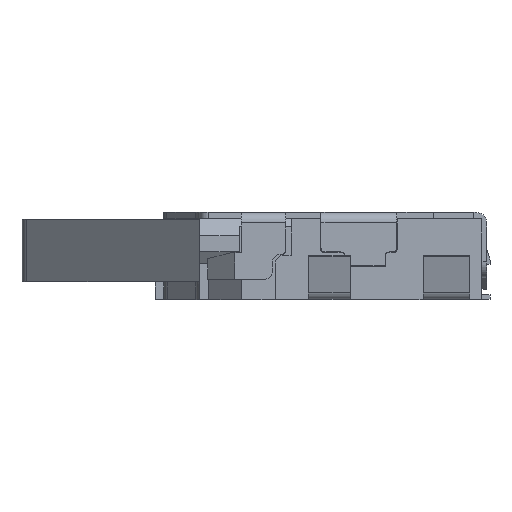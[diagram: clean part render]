
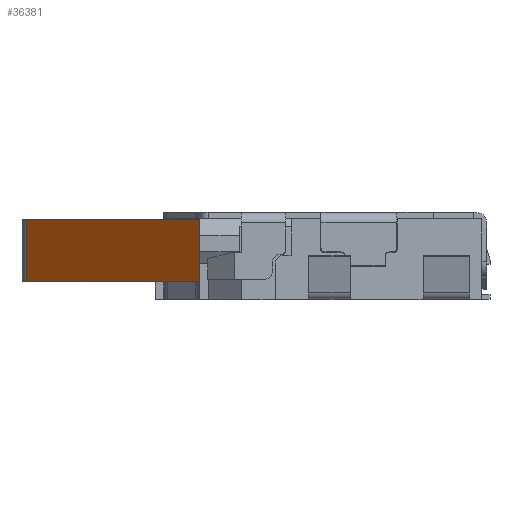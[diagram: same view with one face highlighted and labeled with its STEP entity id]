
A CAD part, left-side view. The second image highlights one B-rep face of the part: STEP entity #36381.
In plain terms, the highlighted face is planar.
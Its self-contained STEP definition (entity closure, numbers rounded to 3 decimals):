
#35 = VERTEX_POINT('',#36);
#36 = CARTESIAN_POINT('',(1.032,0.995,-3.601));
#44 = CYLINDRICAL_SURFACE('',#45,0.2);
#45 = AXIS2_PLACEMENT_3D('',#46,#47,#48);
#46 = CARTESIAN_POINT('',(1.173,0.995,-3.46));
#47 = DIRECTION('',(0.,-1.,0.));
#48 = DIRECTION('',(0.,0.,-1.));
#78 = PLANE('',#79);
#79 = AXIS2_PLACEMENT_3D('',#80,#81,#82);
#80 = CARTESIAN_POINT('',(0.,0.995,-1.));
#81 = DIRECTION('',(0.,1.,0.));
#82 = DIRECTION('',(0.,0.,1.));
#163 = VERTEX_POINT('',#164);
#164 = CARTESIAN_POINT('',(1.032,0.22,-3.601));
#201 = PLANE('',#202);
#202 = AXIS2_PLACEMENT_3D('',#203,#204,#205);
#203 = CARTESIAN_POINT('',(0.,0.22,-1.));
#204 = DIRECTION('',(0.,1.,0.));
#205 = DIRECTION('',(0.,0.,1.));
#213 = EDGE_CURVE('',#35,#163,#214,.T.);
#214 = SURFACE_CURVE('',#215,(#219,#248),.PCURVE_S1.);
#215 = LINE('',#216,#217);
#216 = CARTESIAN_POINT('',(1.032,0.995,-3.601));
#217 = VECTOR('',#218,1.);
#218 = DIRECTION('',(0.,-1.,0.));
#219 = PCURVE('',#44,#220);
#220 = DEFINITIONAL_REPRESENTATION('',(#221),#247);
#221 = B_SPLINE_CURVE_WITH_KNOTS('',3,(#222,#223,#224,#225,#226,#227,
    #228,#229,#230,#231,#232,#233,#234,#235,#236,#237,#238,#239,#240,
    #241,#242,#243,#244,#245,#246),.UNSPECIFIED.,.F.,.F.,(4,1,1,1,1,1,1,
    1,1,1,1,1,1,1,1,1,1,1,1,1,1,1,4),(0.,0.035,
    0.07,0.106,0.141,0.176,
    0.211,0.247,0.282,0.317,
    0.352,0.388,0.423,0.458,0.493,
    0.528,0.564,0.599,0.634,
    0.669,0.705,0.74,0.775),
  .QUASI_UNIFORM_KNOTS.);
#222 = CARTESIAN_POINT('',(5.498,0.));
#223 = CARTESIAN_POINT('',(5.498,0.012));
#224 = CARTESIAN_POINT('',(5.498,0.035));
#225 = CARTESIAN_POINT('',(5.498,0.07));
#226 = CARTESIAN_POINT('',(5.498,0.106));
#227 = CARTESIAN_POINT('',(5.498,0.141));
#228 = CARTESIAN_POINT('',(5.498,0.176));
#229 = CARTESIAN_POINT('',(5.498,0.211));
#230 = CARTESIAN_POINT('',(5.498,0.247));
#231 = CARTESIAN_POINT('',(5.498,0.282));
#232 = CARTESIAN_POINT('',(5.498,0.317));
#233 = CARTESIAN_POINT('',(5.498,0.352));
#234 = CARTESIAN_POINT('',(5.498,0.388));
#235 = CARTESIAN_POINT('',(5.498,0.423));
#236 = CARTESIAN_POINT('',(5.498,0.458));
#237 = CARTESIAN_POINT('',(5.498,0.493));
#238 = CARTESIAN_POINT('',(5.498,0.528));
#239 = CARTESIAN_POINT('',(5.498,0.564));
#240 = CARTESIAN_POINT('',(5.498,0.599));
#241 = CARTESIAN_POINT('',(5.498,0.634));
#242 = CARTESIAN_POINT('',(5.498,0.669));
#243 = CARTESIAN_POINT('',(5.498,0.705));
#244 = CARTESIAN_POINT('',(5.498,0.74));
#245 = CARTESIAN_POINT('',(5.498,0.763));
#246 = CARTESIAN_POINT('',(5.498,0.775));
#247 = ( GEOMETRIC_REPRESENTATION_CONTEXT(2) 
PARAMETRIC_REPRESENTATION_CONTEXT() REPRESENTATION_CONTEXT('2D SPACE',''
  ) );
#248 = PCURVE('',#249,#254);
#249 = PLANE('',#250);
#250 = AXIS2_PLACEMENT_3D('',#251,#252,#253);
#251 = CARTESIAN_POINT('',(-1.274,0.995,-1.296));
#252 = DIRECTION('',(0.707,0.,0.707));
#253 = DIRECTION('',(0.707,0.,-0.707));
#254 = DEFINITIONAL_REPRESENTATION('',(#255),#259);
#255 = LINE('',#256,#257);
#256 = CARTESIAN_POINT('',(3.26,0.));
#257 = VECTOR('',#258,1.);
#258 = DIRECTION('',(0.,-1.));
#259 = ( GEOMETRIC_REPRESENTATION_CONTEXT(2) 
PARAMETRIC_REPRESENTATION_CONTEXT() REPRESENTATION_CONTEXT('2D SPACE',''
  ) );
#2453 = EDGE_CURVE('',#2454,#2456,#2458,.T.);
#2454 = VERTEX_POINT('',#2455);
#2455 = CARTESIAN_POINT('',(-1.11,0.22,-1.46));
#2456 = VERTEX_POINT('',#2457);
#2457 = CARTESIAN_POINT('',(-1.274,0.22,-1.296));
#2458 = SURFACE_CURVE('',#2459,(#2463,#2475),.PCURVE_S1.);
#2459 = LINE('',#2460,#2461);
#2460 = CARTESIAN_POINT('',(-1.274,0.22,-1.296));
#2461 = VECTOR('',#2462,1.);
#2462 = DIRECTION('',(-0.707,0.,0.707));
#2463 = PCURVE('',#2464,#2469);
#2464 = PLANE('',#2465);
#2465 = AXIS2_PLACEMENT_3D('',#2466,#2467,#2468);
#2466 = CARTESIAN_POINT('',(0.,0.22,-2.01));
#2467 = DIRECTION('',(0.,-1.,0.));
#2468 = DIRECTION('',(0.,0.,-1.));
#2469 = DEFINITIONAL_REPRESENTATION('',(#2470),#2474);
#2470 = LINE('',#2471,#2472);
#2471 = CARTESIAN_POINT('',(-0.714,-1.274));
#2472 = VECTOR('',#2473,1.);
#2473 = DIRECTION('',(-0.707,-0.707));
#2474 = ( GEOMETRIC_REPRESENTATION_CONTEXT(2) 
PARAMETRIC_REPRESENTATION_CONTEXT() REPRESENTATION_CONTEXT('2D SPACE',''
  ) );
#2475 = PCURVE('',#249,#2476);
#2476 = DEFINITIONAL_REPRESENTATION('',(#2477),#2481);
#2477 = LINE('',#2478,#2479);
#2478 = CARTESIAN_POINT('',(0.,-0.775));
#2479 = VECTOR('',#2480,1.);
#2480 = DIRECTION('',(-1.,0.));
#2481 = ( GEOMETRIC_REPRESENTATION_CONTEXT(2) 
PARAMETRIC_REPRESENTATION_CONTEXT() REPRESENTATION_CONTEXT('2D SPACE',''
  ) );
#2608 = PLANE('',#2609);
#2609 = AXIS2_PLACEMENT_3D('',#2610,#2611,#2612);
#2610 = CARTESIAN_POINT('',(-1.281,1.,-1.304));
#2611 = DIRECTION('',(-0.768,0.,0.64));
#2612 = DIRECTION('',(-0.64,0.,-0.768));
#2726 = EDGE_CURVE('',#2727,#2456,#2729,.T.);
#2727 = VERTEX_POINT('',#2728);
#2728 = CARTESIAN_POINT('',(-1.274,0.995,-1.296));
#2729 = SURFACE_CURVE('',#2730,(#2734,#2741),.PCURVE_S1.);
#2730 = LINE('',#2731,#2732);
#2731 = CARTESIAN_POINT('',(-1.274,0.995,-1.296));
#2732 = VECTOR('',#2733,1.);
#2733 = DIRECTION('',(0.,-1.,0.));
#2734 = PCURVE('',#2608,#2735);
#2735 = DEFINITIONAL_REPRESENTATION('',(#2736),#2740);
#2736 = LINE('',#2737,#2738);
#2737 = CARTESIAN_POINT('',(-0.011,0.005));
#2738 = VECTOR('',#2739,1.);
#2739 = DIRECTION('',(0.,1.));
#2740 = ( GEOMETRIC_REPRESENTATION_CONTEXT(2) 
PARAMETRIC_REPRESENTATION_CONTEXT() REPRESENTATION_CONTEXT('2D SPACE',''
  ) );
#2741 = PCURVE('',#249,#2742);
#2742 = DEFINITIONAL_REPRESENTATION('',(#2743),#2747);
#2743 = LINE('',#2744,#2745);
#2744 = CARTESIAN_POINT('',(0.,0.));
#2745 = VECTOR('',#2746,1.);
#2746 = DIRECTION('',(0.,-1.));
#2747 = ( GEOMETRIC_REPRESENTATION_CONTEXT(2) 
PARAMETRIC_REPRESENTATION_CONTEXT() REPRESENTATION_CONTEXT('2D SPACE',''
  ) );
#35858 = EDGE_CURVE('',#35,#2727,#35859,.T.);
#35859 = SURFACE_CURVE('',#35860,(#35864,#35871),.PCURVE_S1.);
#35860 = LINE('',#35861,#35862);
#35861 = CARTESIAN_POINT('',(-1.274,0.995,-1.296));
#35862 = VECTOR('',#35863,1.);
#35863 = DIRECTION('',(-0.707,0.,0.707));
#35864 = PCURVE('',#78,#35865);
#35865 = DEFINITIONAL_REPRESENTATION('',(#35866),#35870);
#35866 = LINE('',#35867,#35868);
#35867 = CARTESIAN_POINT('',(-0.296,-1.274));
#35868 = VECTOR('',#35869,1.);
#35869 = DIRECTION('',(0.707,-0.707));
#35870 = ( GEOMETRIC_REPRESENTATION_CONTEXT(2) 
PARAMETRIC_REPRESENTATION_CONTEXT() REPRESENTATION_CONTEXT('2D SPACE',''
  ) );
#35871 = PCURVE('',#249,#35872);
#35872 = DEFINITIONAL_REPRESENTATION('',(#35873),#35877);
#35873 = LINE('',#35874,#35875);
#35874 = CARTESIAN_POINT('',(0.,0.));
#35875 = VECTOR('',#35876,1.);
#35876 = DIRECTION('',(-1.,0.));
#35877 = ( GEOMETRIC_REPRESENTATION_CONTEXT(2) 
PARAMETRIC_REPRESENTATION_CONTEXT() REPRESENTATION_CONTEXT('2D SPACE',''
  ) );
#35897 = EDGE_CURVE('',#163,#2454,#35898,.T.);
#35898 = SURFACE_CURVE('',#35899,(#35903,#35910),.PCURVE_S1.);
#35899 = LINE('',#35900,#35901);
#35900 = CARTESIAN_POINT('',(-1.274,0.22,-1.296));
#35901 = VECTOR('',#35902,1.);
#35902 = DIRECTION('',(-0.707,0.,0.707));
#35903 = PCURVE('',#201,#35904);
#35904 = DEFINITIONAL_REPRESENTATION('',(#35905),#35909);
#35905 = LINE('',#35906,#35907);
#35906 = CARTESIAN_POINT('',(-0.296,-1.274));
#35907 = VECTOR('',#35908,1.);
#35908 = DIRECTION('',(0.707,-0.707));
#35909 = ( GEOMETRIC_REPRESENTATION_CONTEXT(2) 
PARAMETRIC_REPRESENTATION_CONTEXT() REPRESENTATION_CONTEXT('2D SPACE',''
  ) );
#35910 = PCURVE('',#249,#35911);
#35911 = DEFINITIONAL_REPRESENTATION('',(#35912),#35916);
#35912 = LINE('',#35913,#35914);
#35913 = CARTESIAN_POINT('',(0.,-0.775));
#35914 = VECTOR('',#35915,1.);
#35915 = DIRECTION('',(-1.,0.));
#35916 = ( GEOMETRIC_REPRESENTATION_CONTEXT(2) 
PARAMETRIC_REPRESENTATION_CONTEXT() REPRESENTATION_CONTEXT('2D SPACE',''
  ) );
#36381 = ADVANCED_FACE('',(#36382),#249,.F.);
#36382 = FACE_BOUND('',#36383,.T.);
#36383 = EDGE_LOOP('',(#36384,#36385,#36386,#36387,#36388));
#36384 = ORIENTED_EDGE('',*,*,#35897,.T.);
#36385 = ORIENTED_EDGE('',*,*,#2453,.T.);
#36386 = ORIENTED_EDGE('',*,*,#2726,.F.);
#36387 = ORIENTED_EDGE('',*,*,#35858,.F.);
#36388 = ORIENTED_EDGE('',*,*,#213,.T.);
